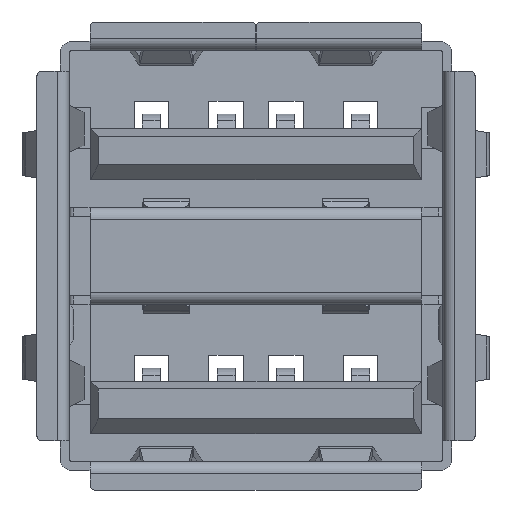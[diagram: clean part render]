
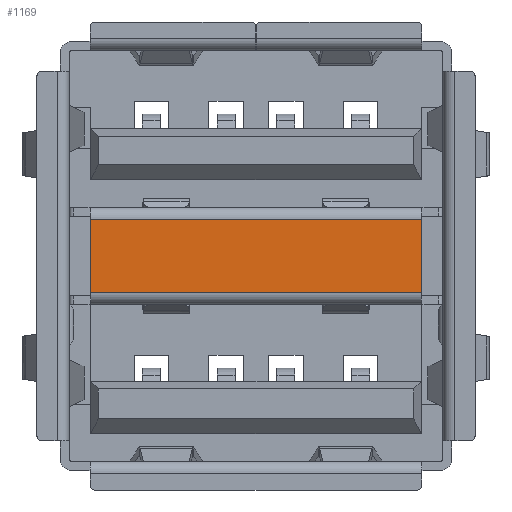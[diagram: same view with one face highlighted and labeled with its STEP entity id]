
A CAD part, front view. The second image highlights one B-rep face of the part: STEP entity #1169.
In plain terms, the highlighted planar face has unit normal (0, -1, 0).
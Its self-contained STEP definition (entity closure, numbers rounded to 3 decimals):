
#1169=ADVANCED_FACE('',(#3571),#3572,.T.);
#3571=FACE_OUTER_BOUND('',#7182,.T.);
#3572=PLANE('',#7183);
#7182=EDGE_LOOP('',(#16231,#16232,#16233,#16234));
#7183=AXIS2_PLACEMENT_3D('',#16235,#16236,#16237);
#16231=ORIENTED_EDGE('',*,*,#21113,.F.);
#16232=ORIENTED_EDGE('',*,*,#21205,.F.);
#16233=ORIENTED_EDGE('',*,*,#20870,.T.);
#16234=ORIENTED_EDGE('',*,*,#21202,.T.);
#16235=CARTESIAN_POINT('',(-5.525,-8.0,1.325));
#16236=DIRECTION('',(0.0,-1.0,0.0));
#16237=DIRECTION('',(0.0,0.0,-1.0));
#20870=EDGE_CURVE('',#26014,#26012,#26015,.T.);
#21113=EDGE_CURVE('',#26420,#26422,#26423,.T.);
#21202=EDGE_CURVE('',#26012,#26422,#26512,.T.);
#21205=EDGE_CURVE('',#26014,#26420,#26515,.T.);
#26012=VERTEX_POINT('',#35220);
#26014=VERTEX_POINT('',#35222);
#26015=LINE('',#35223,#35224);
#26420=VERTEX_POINT('',#35831);
#26422=VERTEX_POINT('',#35833);
#26423=LINE('',#35834,#35835);
#26512=LINE('',#36011,#36012);
#26515=LINE('',#36017,#36018);
#35220=CARTESIAN_POINT('',(-5.525,-8.0,-1.225));
#35222=CARTESIAN_POINT('',(-5.525,-8.0,1.225));
#35223=CARTESIAN_POINT('',(-5.525,-8.0,1.325));
#35224=VECTOR('',#40898,1000.0);
#35831=CARTESIAN_POINT('',(5.525,-8.0,1.225));
#35833=CARTESIAN_POINT('',(5.525,-8.0,-1.225));
#35834=CARTESIAN_POINT('',(5.525,-8.0,1.325));
#35835=VECTOR('',#41291,1000.0);
#36011=CARTESIAN_POINT('',(-5.525,-8.0,-1.225));
#36012=VECTOR('',#41382,1000.0);
#36017=CARTESIAN_POINT('',(-5.525,-8.0,1.225));
#36018=VECTOR('',#41385,1000.0);
#40898=DIRECTION('',(0.0,0.0,-1.0));
#41291=DIRECTION('',(0.0,0.0,-1.0));
#41382=DIRECTION('',(1.0,0.0,0.0));
#41385=DIRECTION('',(1.0,0.0,0.0));
